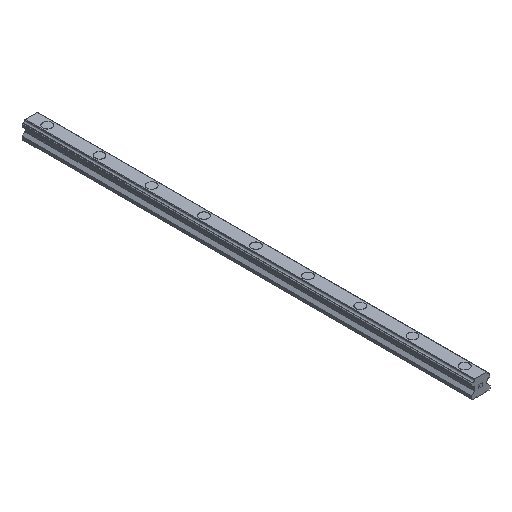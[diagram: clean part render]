
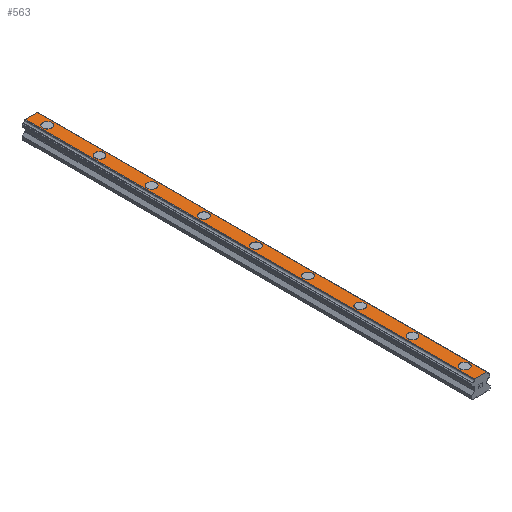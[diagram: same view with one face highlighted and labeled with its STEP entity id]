
A CAD part, isometric view. The second image highlights one B-rep face of the part: STEP entity #563.
In plain terms, the highlighted planar face has unit normal (0, 0, 1).
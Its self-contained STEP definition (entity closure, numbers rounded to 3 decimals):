
#563=ADVANCED_FACE('',(#1166,#1167,#1168,#1169,#1170,#1171,#1172,#1173,#1174,#1175),#1176,.T.);
#1166=FACE_BOUND('',#1793,.T.);
#1167=FACE_BOUND('',#1794,.T.);
#1168=FACE_BOUND('',#1795,.T.);
#1169=FACE_BOUND('',#1796,.T.);
#1170=FACE_BOUND('',#1797,.T.);
#1171=FACE_BOUND('',#1798,.T.);
#1172=FACE_BOUND('',#1799,.T.);
#1173=FACE_BOUND('',#1800,.T.);
#1174=FACE_BOUND('',#1801,.T.);
#1175=FACE_OUTER_BOUND('',#1802,.T.);
#1176=PLANE('',#1803);
#1793=EDGE_LOOP('',(#3423,#3424));
#1794=EDGE_LOOP('',(#3425,#3426));
#1795=EDGE_LOOP('',(#3427,#3428));
#1796=EDGE_LOOP('',(#3429,#3430));
#1797=EDGE_LOOP('',(#3431,#3432));
#1798=EDGE_LOOP('',(#3433,#3434));
#1799=EDGE_LOOP('',(#3435,#3436));
#1800=EDGE_LOOP('',(#3437,#3438));
#1801=EDGE_LOOP('',(#3439,#3440));
#1802=EDGE_LOOP('',(#3441,#3442,#3443,#3444));
#1803=AXIS2_PLACEMENT_3D('',#3445,#3446,#3447);
#3423=ORIENTED_EDGE('',*,*,#3728,.T.);
#3424=ORIENTED_EDGE('',*,*,#4173,.T.);
#3425=ORIENTED_EDGE('',*,*,#3718,.T.);
#3426=ORIENTED_EDGE('',*,*,#4179,.T.);
#3427=ORIENTED_EDGE('',*,*,#3708,.T.);
#3428=ORIENTED_EDGE('',*,*,#4185,.T.);
#3429=ORIENTED_EDGE('',*,*,#3698,.T.);
#3430=ORIENTED_EDGE('',*,*,#4191,.T.);
#3431=ORIENTED_EDGE('',*,*,#3688,.T.);
#3432=ORIENTED_EDGE('',*,*,#4197,.T.);
#3433=ORIENTED_EDGE('',*,*,#3678,.T.);
#3434=ORIENTED_EDGE('',*,*,#4203,.T.);
#3435=ORIENTED_EDGE('',*,*,#3668,.T.);
#3436=ORIENTED_EDGE('',*,*,#4209,.T.);
#3437=ORIENTED_EDGE('',*,*,#3658,.T.);
#3438=ORIENTED_EDGE('',*,*,#4215,.T.);
#3439=ORIENTED_EDGE('',*,*,#3648,.T.);
#3440=ORIENTED_EDGE('',*,*,#4221,.T.);
#3441=ORIENTED_EDGE('',*,*,#4147,.T.);
#3442=ORIENTED_EDGE('',*,*,#4278,.F.);
#3443=ORIENTED_EDGE('',*,*,#4011,.T.);
#3444=ORIENTED_EDGE('',*,*,#4276,.T.);
#3445=CARTESIAN_POINT('',(0.,690.0,26.));
#3446=DIRECTION('',(0.0,0.0,1.0));
#3447=DIRECTION('',(-1.0,0.0,0.0));
#3648=EDGE_CURVE('',#4340,#4337,#4341,.T.);
#3658=EDGE_CURVE('',#4358,#4355,#4359,.T.);
#3668=EDGE_CURVE('',#4376,#4373,#4377,.T.);
#3678=EDGE_CURVE('',#4394,#4391,#4395,.T.);
#3688=EDGE_CURVE('',#4412,#4409,#4413,.T.);
#3698=EDGE_CURVE('',#4430,#4427,#4431,.T.);
#3708=EDGE_CURVE('',#4448,#4445,#4449,.T.);
#3718=EDGE_CURVE('',#4466,#4463,#4467,.T.);
#3728=EDGE_CURVE('',#4484,#4481,#4485,.T.);
#4011=EDGE_CURVE('',#4908,#4906,#4909,.T.);
#4147=EDGE_CURVE('',#5135,#5133,#5136,.T.);
#4173=EDGE_CURVE('',#4481,#4484,#5185,.T.);
#4179=EDGE_CURVE('',#4463,#4466,#5191,.T.);
#4185=EDGE_CURVE('',#4445,#4448,#5197,.T.);
#4191=EDGE_CURVE('',#4427,#4430,#5203,.T.);
#4197=EDGE_CURVE('',#4409,#4412,#5209,.T.);
#4203=EDGE_CURVE('',#4391,#4394,#5215,.T.);
#4209=EDGE_CURVE('',#4373,#4376,#5221,.T.);
#4215=EDGE_CURVE('',#4355,#4358,#5227,.T.);
#4221=EDGE_CURVE('',#4337,#4340,#5233,.T.);
#4276=EDGE_CURVE('',#4906,#5135,#5288,.T.);
#4278=EDGE_CURVE('',#4908,#5133,#5290,.T.);
#4337=VERTEX_POINT('',#5351);
#4340=VERTEX_POINT('',#5355);
#4341=CIRCLE('',#5356,7.0);
#4355=VERTEX_POINT('',#5373);
#4358=VERTEX_POINT('',#5377);
#4359=CIRCLE('',#5378,7.0);
#4373=VERTEX_POINT('',#5395);
#4376=VERTEX_POINT('',#5399);
#4377=CIRCLE('',#5400,7.0);
#4391=VERTEX_POINT('',#5417);
#4394=VERTEX_POINT('',#5421);
#4395=CIRCLE('',#5422,7.0);
#4409=VERTEX_POINT('',#5439);
#4412=VERTEX_POINT('',#5443);
#4413=CIRCLE('',#5444,7.0);
#4427=VERTEX_POINT('',#5461);
#4430=VERTEX_POINT('',#5465);
#4431=CIRCLE('',#5466,7.0);
#4445=VERTEX_POINT('',#5483);
#4448=VERTEX_POINT('',#5487);
#4449=CIRCLE('',#5488,7.0);
#4463=VERTEX_POINT('',#5505);
#4466=VERTEX_POINT('',#5509);
#4467=CIRCLE('',#5510,7.0);
#4481=VERTEX_POINT('',#5527);
#4484=VERTEX_POINT('',#5531);
#4485=CIRCLE('',#5532,7.0);
#4906=VERTEX_POINT('',#6100);
#4908=VERTEX_POINT('',#6103);
#4909=LINE('',#6104,#6105);
#5133=VERTEX_POINT('',#6417);
#5135=VERTEX_POINT('',#6420);
#5136=LINE('',#6421,#6422);
#5185=CIRCLE('',#6484,7.0);
#5191=CIRCLE('',#6490,7.0);
#5197=CIRCLE('',#6496,7.0);
#5203=CIRCLE('',#6502,7.0);
#5209=CIRCLE('',#6508,7.0);
#5215=CIRCLE('',#6514,7.0);
#5221=CIRCLE('',#6520,7.0);
#5227=CIRCLE('',#6526,7.0);
#5233=CIRCLE('',#6532,7.0);
#5288=LINE('',#6612,#6613);
#5290=LINE('',#6615,#6616);
#5351=CARTESIAN_POINT('',(7.0,25.0,26.));
#5355=CARTESIAN_POINT('',(-7.0,25.0,26.));
#5356=AXIS2_PLACEMENT_3D('',#6697,#6698,#6699);
#5373=CARTESIAN_POINT('',(7.0,105.0,26.));
#5377=CARTESIAN_POINT('',(-7.0,105.0,26.));
#5378=AXIS2_PLACEMENT_3D('',#6713,#6714,#6715);
#5395=CARTESIAN_POINT('',(7.0,185.0,26.));
#5399=CARTESIAN_POINT('',(-7.0,185.0,26.));
#5400=AXIS2_PLACEMENT_3D('',#6729,#6730,#6731);
#5417=CARTESIAN_POINT('',(7.0,265.0,26.));
#5421=CARTESIAN_POINT('',(-7.0,265.0,26.));
#5422=AXIS2_PLACEMENT_3D('',#6745,#6746,#6747);
#5439=CARTESIAN_POINT('',(7.0,345.0,26.));
#5443=CARTESIAN_POINT('',(-7.0,345.0,26.));
#5444=AXIS2_PLACEMENT_3D('',#6761,#6762,#6763);
#5461=CARTESIAN_POINT('',(7.0,425.0,26.));
#5465=CARTESIAN_POINT('',(-7.0,425.0,26.));
#5466=AXIS2_PLACEMENT_3D('',#6777,#6778,#6779);
#5483=CARTESIAN_POINT('',(7.0,505.0,26.));
#5487=CARTESIAN_POINT('',(-7.0,505.0,26.));
#5488=AXIS2_PLACEMENT_3D('',#6793,#6794,#6795);
#5505=CARTESIAN_POINT('',(7.0,585.0,26.));
#5509=CARTESIAN_POINT('',(-7.0,585.0,26.));
#5510=AXIS2_PLACEMENT_3D('',#6809,#6810,#6811);
#5527=CARTESIAN_POINT('',(7.0,665.0,26.));
#5531=CARTESIAN_POINT('',(-7.0,665.0,26.));
#5532=AXIS2_PLACEMENT_3D('',#6825,#6826,#6827);
#6100=CARTESIAN_POINT('',(-9.342,690.0,26.));
#6103=CARTESIAN_POINT('',(9.342,690.0,26.));
#6104=CARTESIAN_POINT('',(9.342,690.0,26.));
#6105=VECTOR('',#7147,1.0);
#6417=CARTESIAN_POINT('',(9.342,0.0,26.));
#6420=CARTESIAN_POINT('',(-9.342,0.0,26.));
#6421=CARTESIAN_POINT('',(9.342,0.0,26.));
#6422=VECTOR('',#7303,1.0);
#6484=AXIS2_PLACEMENT_3D('',#7350,#7351,#7352);
#6490=AXIS2_PLACEMENT_3D('',#7359,#7360,#7361);
#6496=AXIS2_PLACEMENT_3D('',#7368,#7369,#7370);
#6502=AXIS2_PLACEMENT_3D('',#7377,#7378,#7379);
#6508=AXIS2_PLACEMENT_3D('',#7386,#7387,#7388);
#6514=AXIS2_PLACEMENT_3D('',#7395,#7396,#7397);
#6520=AXIS2_PLACEMENT_3D('',#7404,#7405,#7406);
#6526=AXIS2_PLACEMENT_3D('',#7413,#7414,#7415);
#6532=AXIS2_PLACEMENT_3D('',#7422,#7423,#7424);
#6612=CARTESIAN_POINT('',(-9.342,690.0,26.));
#6613=VECTOR('',#7456,1.0);
#6615=CARTESIAN_POINT('',(9.342,690.0,26.));
#6616=VECTOR('',#7457,1.0);
#6697=CARTESIAN_POINT('',(0.0,25.0,26.));
#6698=DIRECTION('',(0.0,0.0,-1.0));
#6699=DIRECTION('',(1.0,0.0,0.0));
#6713=CARTESIAN_POINT('',(0.0,105.0,26.));
#6714=DIRECTION('',(0.0,0.0,-1.0));
#6715=DIRECTION('',(1.0,0.0,0.0));
#6729=CARTESIAN_POINT('',(0.0,185.0,26.));
#6730=DIRECTION('',(0.0,0.0,-1.0));
#6731=DIRECTION('',(1.0,0.0,0.0));
#6745=CARTESIAN_POINT('',(0.0,265.0,26.));
#6746=DIRECTION('',(0.0,0.0,-1.0));
#6747=DIRECTION('',(1.0,0.0,0.0));
#6761=CARTESIAN_POINT('',(0.0,345.0,26.));
#6762=DIRECTION('',(0.0,0.0,-1.0));
#6763=DIRECTION('',(1.0,0.0,0.0));
#6777=CARTESIAN_POINT('',(0.0,425.0,26.));
#6778=DIRECTION('',(0.0,0.0,-1.0));
#6779=DIRECTION('',(1.0,0.0,0.0));
#6793=CARTESIAN_POINT('',(0.0,505.0,26.));
#6794=DIRECTION('',(0.0,0.0,-1.0));
#6795=DIRECTION('',(1.0,0.0,0.0));
#6809=CARTESIAN_POINT('',(0.0,585.0,26.));
#6810=DIRECTION('',(0.0,0.0,-1.0));
#6811=DIRECTION('',(1.0,0.0,0.0));
#6825=CARTESIAN_POINT('',(0.0,665.0,26.));
#6826=DIRECTION('',(0.0,0.0,-1.0));
#6827=DIRECTION('',(1.0,0.0,0.0));
#7147=DIRECTION('',(-1.0,0.0,0.0));
#7303=DIRECTION('',(1.0,0.0,0.0));
#7350=CARTESIAN_POINT('',(0.0,665.0,26.));
#7351=DIRECTION('',(0.0,0.0,-1.0));
#7352=DIRECTION('',(1.0,0.0,0.0));
#7359=CARTESIAN_POINT('',(0.0,585.0,26.));
#7360=DIRECTION('',(0.0,0.0,-1.0));
#7361=DIRECTION('',(1.0,0.0,0.0));
#7368=CARTESIAN_POINT('',(0.0,505.0,26.));
#7369=DIRECTION('',(0.0,0.0,-1.0));
#7370=DIRECTION('',(1.0,0.0,0.0));
#7377=CARTESIAN_POINT('',(0.0,425.0,26.));
#7378=DIRECTION('',(0.0,0.0,-1.0));
#7379=DIRECTION('',(1.0,0.0,0.0));
#7386=CARTESIAN_POINT('',(0.0,345.0,26.));
#7387=DIRECTION('',(0.0,0.0,-1.0));
#7388=DIRECTION('',(1.0,0.0,0.0));
#7395=CARTESIAN_POINT('',(0.0,265.0,26.));
#7396=DIRECTION('',(0.0,0.0,-1.0));
#7397=DIRECTION('',(1.0,0.0,0.0));
#7404=CARTESIAN_POINT('',(0.0,185.0,26.));
#7405=DIRECTION('',(0.0,0.0,-1.0));
#7406=DIRECTION('',(1.0,0.0,0.0));
#7413=CARTESIAN_POINT('',(0.0,105.0,26.));
#7414=DIRECTION('',(0.0,0.0,-1.0));
#7415=DIRECTION('',(1.0,0.0,0.0));
#7422=CARTESIAN_POINT('',(0.0,25.0,26.));
#7423=DIRECTION('',(0.0,0.0,-1.0));
#7424=DIRECTION('',(1.0,0.0,0.0));
#7456=DIRECTION('',(0.0,-1.0,0.0));
#7457=DIRECTION('',(0.0,-1.0,0.0));
